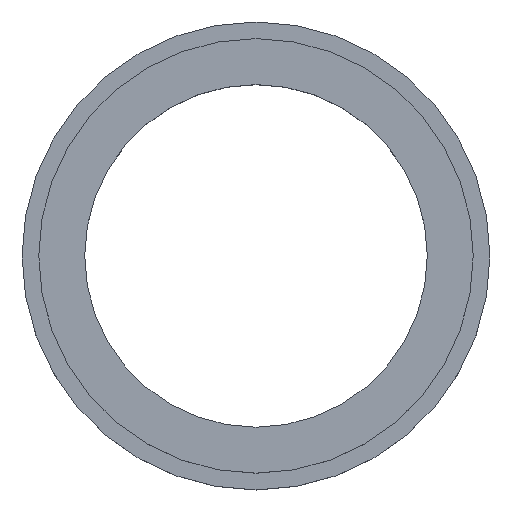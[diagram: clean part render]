
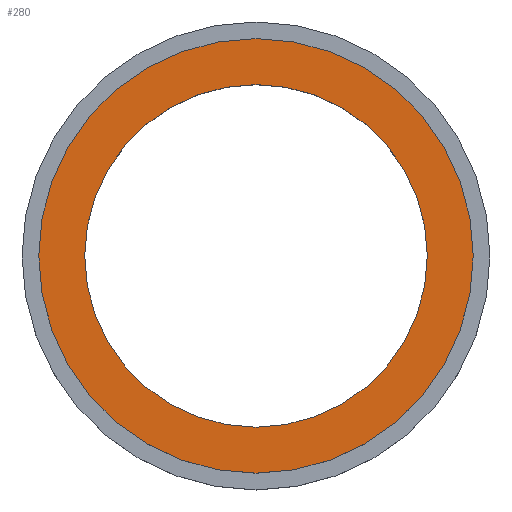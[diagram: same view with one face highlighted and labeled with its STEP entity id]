
A CAD part, top view. The second image highlights one B-rep face of the part: STEP entity #280.
In plain terms, the highlighted planar face has unit normal (0, 0, 1).
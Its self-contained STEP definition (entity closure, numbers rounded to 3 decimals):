
#8 = DIRECTION ( 'NONE',  ( 0., 0., -1. ) ) ;
#29 = DIRECTION ( 'NONE',  ( -1., 0., 0. ) ) ;
#30 = ORIENTED_EDGE ( 'NONE', *, *, #374, .F. ) ;
#42 = CARTESIAN_POINT ( 'NONE',  ( 20.5, 0., 0. ) ) ;
#46 = CIRCLE ( 'NONE', #147, 26. ) ;
#52 = AXIS2_PLACEMENT_3D ( 'NONE', #368, #219, #29 ) ;
#79 = DIRECTION ( 'NONE',  ( -1., 0., 0. ) ) ;
#84 = ORIENTED_EDGE ( 'NONE', *, *, #338, .T. ) ;
#86 = CARTESIAN_POINT ( 'NONE',  ( -26., 0., 0. ) ) ;
#93 = VERTEX_POINT ( 'NONE', #422 ) ;
#104 = EDGE_LOOP ( 'NONE', ( #325, #30 ) ) ;
#118 = CARTESIAN_POINT ( 'NONE',  ( 26., 0., 0. ) ) ;
#127 = CARTESIAN_POINT ( 'NONE',  ( 0., 0., 0. ) ) ;
#138 = AXIS2_PLACEMENT_3D ( 'NONE', #425, #207, #414 ) ;
#146 = FACE_OUTER_BOUND ( 'NONE', #104, .T. ) ;
#147 = AXIS2_PLACEMENT_3D ( 'NONE', #182, #187, #385 ) ;
#149 = CARTESIAN_POINT ( 'NONE',  ( 0., 0., 0. ) ) ;
#156 = CIRCLE ( 'NONE', #262, 20.5 ) ;
#181 = DIRECTION ( 'NONE',  ( 0., 0., -1. ) ) ;
#182 = CARTESIAN_POINT ( 'NONE',  ( 0., 0., 0. ) ) ;
#187 = DIRECTION ( 'NONE',  ( 0., 0., -1. ) ) ;
#188 = PLANE ( 'NONE',  #52 ) ;
#207 = DIRECTION ( 'NONE',  ( 0., 0., -1. ) ) ;
#219 = DIRECTION ( 'NONE',  ( 0., 0., -1. ) ) ;
#226 = FACE_BOUND ( 'NONE', #404, .T. ) ;
#231 = CIRCLE ( 'NONE', #138, 26. ) ;
#262 = AXIS2_PLACEMENT_3D ( 'NONE', #127, #8, #372 ) ;
#280 = ADVANCED_FACE ( 'NONE', ( #146, #226 ), #188, .F. ) ;
#297 = VERTEX_POINT ( 'NONE', #86 ) ;
#310 = EDGE_CURVE ( 'NONE', #93, #316, #156, .T. ) ;
#316 = VERTEX_POINT ( 'NONE', #42 ) ;
#325 = ORIENTED_EDGE ( 'NONE', *, *, #333, .F. ) ;
#333 = EDGE_CURVE ( 'NONE', #297, #408, #46, .T. ) ;
#338 = EDGE_CURVE ( 'NONE', #316, #93, #386, .T. ) ;
#368 = CARTESIAN_POINT ( 'NONE',  ( 20.5, 0., 0. ) ) ;
#372 = DIRECTION ( 'NONE',  ( -1., 0., 0. ) ) ;
#374 = EDGE_CURVE ( 'NONE', #408, #297, #231, .T. ) ;
#383 = AXIS2_PLACEMENT_3D ( 'NONE', #149, #181, #79 ) ;
#385 = DIRECTION ( 'NONE',  ( -1., 0., 0. ) ) ;
#386 = CIRCLE ( 'NONE', #383, 20.5 ) ;
#396 = ORIENTED_EDGE ( 'NONE', *, *, #310, .T. ) ;
#404 = EDGE_LOOP ( 'NONE', ( #396, #84 ) ) ;
#408 = VERTEX_POINT ( 'NONE', #118 ) ;
#414 = DIRECTION ( 'NONE',  ( -1., 0., 0. ) ) ;
#422 = CARTESIAN_POINT ( 'NONE',  ( -20.5, 0., 0. ) ) ;
#425 = CARTESIAN_POINT ( 'NONE',  ( 0., 0., 0. ) ) ;
